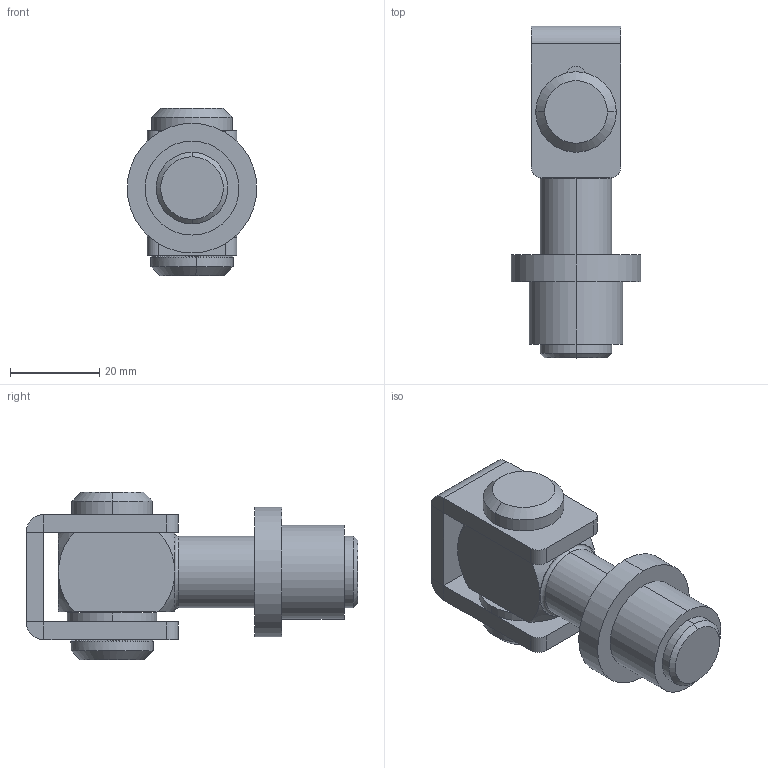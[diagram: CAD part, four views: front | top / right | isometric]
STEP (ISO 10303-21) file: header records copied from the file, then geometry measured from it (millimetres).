
FILE_DESCRIPTION (( 'STEP AP203' ), '1' );
FILE_NAME ('D8_19-M16.STEP', '2023-01-26T13:53:20', ( '' ), ( '' ), 'SwSTEP 2.0', 'SolidWorks 2019', '' );
FILE_SCHEMA (( 'CONFIG_CONTROL_DESIGN' ));
Length unit declared in the file: millimetre
Products named in the file (7): D8_19-M16.P1; D8_19-M16.P4; D8_19-M16.P2; D8_19-M16.P3; D8_19-M16.P5; DIN 433_PODLOZKA 13; D8_19-M16
Assembly tree (6 placements, depth 2):
  D8_19-M16
    D8_19-M16.P1
    D8_19-M16.P2
    D8_19-M16.P3
    DIN 433_PODLOZKA 13
    D8_19-M16.P4
    D8_19-M16.P5
Bounding box: 29 x 74.25 x 37.5 mm (x, y, z)
Volume: 31084.2 mm3; surface area: 16127.8 mm2
Topology: 6 solids, 6 shells, 426 faces, 1180 edges, 771 vertices
Faces by surface type: plane 322, cylinder 70, cone 21, sphere 8, bspline 3, torus 2
Entity records: 16580 total; most frequent: CARTESIAN_POINT 5593, ORIENTED_EDGE 2356, DIRECTION 1919, EDGE_CURVE 1178, LINE 797, VECTOR 797, VERTEX_POINT 771, AXIS2_PLACEMENT_3D 561
